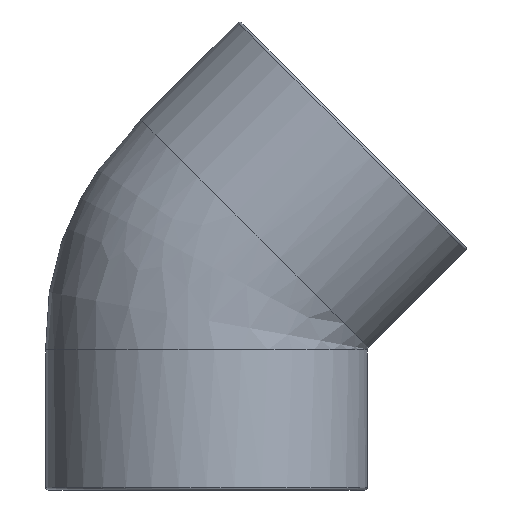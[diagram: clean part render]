
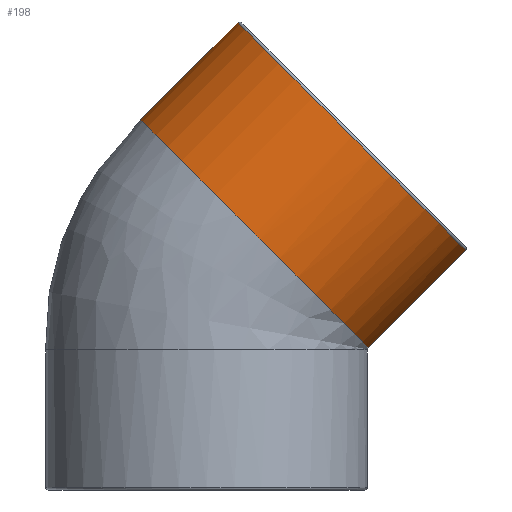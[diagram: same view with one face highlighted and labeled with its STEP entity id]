
A CAD part, front view. The second image highlights one B-rep face of the part: STEP entity #198.
In plain terms, the highlighted cylindrical face has radius 93 mm (diameter 186 mm), a full revolution.
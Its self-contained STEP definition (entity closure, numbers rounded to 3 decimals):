
#23=CYLINDRICAL_SURFACE($,#215,93.);
#28=FACE_BOUND($,#52,.T.);
#42=FACE_OUTER_BOUND($,#51,.T.);
#51=EDGE_LOOP($,(#145,#146,#147,#148,#149,#150,#151,#152));
#52=EDGE_LOOP($,(#153));
#72=CIRCLE($,#214,93.);
#73=CIRCLE($,#216,93.);
#74=CIRCLE($,#217,93.);
#75=CIRCLE($,#218,93.);
#76=CIRCLE($,#219,93.);
#77=CIRCLE($,#220,93.);
#78=CIRCLE($,#221,93.);
#79=CIRCLE($,#222,93.);
#80=CIRCLE($,#223,93.);
#94=VERTEX_POINT($,#314);
#95=VERTEX_POINT($,#317);
#96=VERTEX_POINT($,#318);
#97=VERTEX_POINT($,#320);
#98=VERTEX_POINT($,#322);
#99=VERTEX_POINT($,#324);
#100=VERTEX_POINT($,#326);
#101=VERTEX_POINT($,#328);
#102=VERTEX_POINT($,#330);
#118=EDGE_CURVE($,#94,#94,#72,.T.);
#119=EDGE_CURVE($,#95,#96,#73,.T.);
#120=EDGE_CURVE($,#97,#95,#74,.T.);
#121=EDGE_CURVE($,#98,#97,#75,.T.);
#122=EDGE_CURVE($,#99,#98,#76,.T.);
#123=EDGE_CURVE($,#100,#99,#77,.T.);
#124=EDGE_CURVE($,#101,#100,#78,.T.);
#125=EDGE_CURVE($,#102,#101,#79,.T.);
#126=EDGE_CURVE($,#96,#102,#80,.T.);
#145=ORIENTED_EDGE($,*,*,#119,.F.);
#146=ORIENTED_EDGE($,*,*,#120,.F.);
#147=ORIENTED_EDGE($,*,*,#121,.F.);
#148=ORIENTED_EDGE($,*,*,#122,.F.);
#149=ORIENTED_EDGE($,*,*,#123,.F.);
#150=ORIENTED_EDGE($,*,*,#124,.F.);
#151=ORIENTED_EDGE($,*,*,#125,.F.);
#152=ORIENTED_EDGE($,*,*,#126,.F.);
#153=ORIENTED_EDGE($,*,*,#118,.F.);
#198=ADVANCED_FACE($,(#42,#28),#23,.T.);
#214=AXIS2_PLACEMENT_3D($,#315,#250,#251);
#215=AXIS2_PLACEMENT_3D($,#316,#252,#253);
#216=AXIS2_PLACEMENT_3D($,#319,#254,#255);
#217=AXIS2_PLACEMENT_3D($,#321,#256,#257);
#218=AXIS2_PLACEMENT_3D($,#323,#258,#259);
#219=AXIS2_PLACEMENT_3D($,#325,#260,#261);
#220=AXIS2_PLACEMENT_3D($,#327,#262,#263);
#221=AXIS2_PLACEMENT_3D($,#329,#264,#265);
#222=AXIS2_PLACEMENT_3D($,#331,#266,#267);
#223=AXIS2_PLACEMENT_3D($,#332,#268,#269);
#250=DIRECTION('center_axis',(0.707,0.,0.707));
#251=DIRECTION('ref_axis',(-0.707,0.,0.707));
#252=DIRECTION('center_axis',(0.707,0.,0.707));
#253=DIRECTION('ref_axis',(-0.707,0.,0.707));
#254=DIRECTION('center_axis',(-0.707,0.,
-0.707));
#255=DIRECTION('ref_axis',(-0.707,0.,0.707));
#256=DIRECTION('center_axis',(-0.707,0.,
-0.707));
#257=DIRECTION('ref_axis',(-0.707,0.,0.707));
#258=DIRECTION('center_axis',(-0.707,0.,
-0.707));
#259=DIRECTION('ref_axis',(-0.707,0.,0.707));
#260=DIRECTION('center_axis',(-0.707,0.,
-0.707));
#261=DIRECTION('ref_axis',(-0.707,0.,0.707));
#262=DIRECTION('center_axis',(-0.707,0.,
-0.707));
#263=DIRECTION('ref_axis',(-0.707,0.,0.707));
#264=DIRECTION('center_axis',(-0.707,0.,
-0.707));
#265=DIRECTION('ref_axis',(-0.707,0.,0.707));
#266=DIRECTION('center_axis',(-0.707,0.,
-0.707));
#267=DIRECTION('ref_axis',(-0.707,0.,0.707));
#268=DIRECTION('center_axis',(-0.707,0.,
-0.707));
#269=DIRECTION('ref_axis',(-0.707,0.,0.707));
#314=CARTESIAN_POINT('',(149.73,0.,138.458));
#315=CARTESIAN_POINT('Origin',(83.969,0.,204.219));
#316=CARTESIAN_POINT('Origin',(85.03,0.,205.28));
#317=CARTESIAN_POINT('',(93.586,0.,82.314));
#318=CARTESIAN_POINT('',(90.208,-29.425,85.692));
#319=CARTESIAN_POINT('Origin',(27.825,0.,148.075));
#320=CARTESIAN_POINT('',(90.208,29.425,85.692));
#321=CARTESIAN_POINT('Origin',(27.825,0.,148.075));
#322=CARTESIAN_POINT('',(30.961,92.894,144.938));
#323=CARTESIAN_POINT('Origin',(27.825,0.,148.075));
#324=CARTESIAN_POINT('',(27.825,93.,148.075));
#325=CARTESIAN_POINT('Origin',(27.825,0.,148.075));
#326=CARTESIAN_POINT('',(-37.936,0.,213.836));
#327=CARTESIAN_POINT('Origin',(27.825,0.,148.075));
#328=CARTESIAN_POINT('',(27.825,-93.,148.075));
#329=CARTESIAN_POINT('Origin',(27.825,0.,148.075));
#330=CARTESIAN_POINT('',(30.961,-92.894,144.938));
#331=CARTESIAN_POINT('Origin',(27.825,0.,148.075));
#332=CARTESIAN_POINT('Origin',(27.825,0.,148.075));
